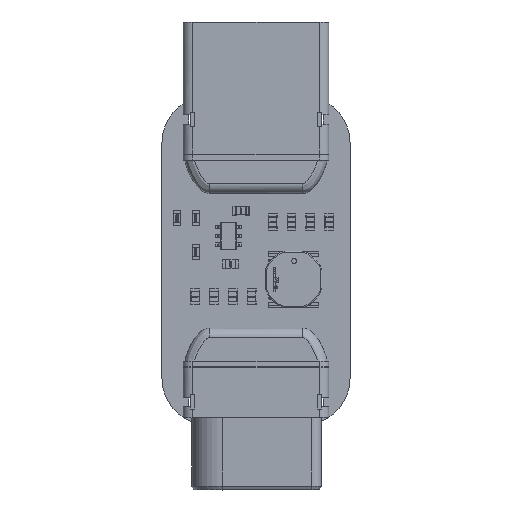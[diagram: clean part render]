
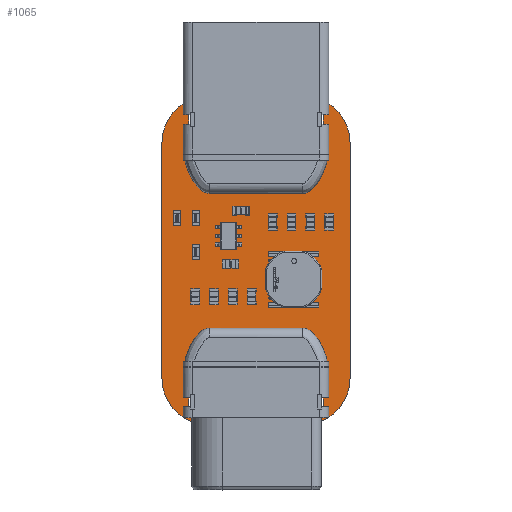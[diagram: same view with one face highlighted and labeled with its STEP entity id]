
A CAD part, top view. The second image highlights one B-rep face of the part: STEP entity #1065.
In plain terms, the highlighted planar face has unit normal (0, 0, 1).
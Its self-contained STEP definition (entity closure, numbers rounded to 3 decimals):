
#120 = VERTEX_POINT('',#121);
#121 = CARTESIAN_POINT('',(30.,30.,1.604));
#127 = EDGE_CURVE('',#120,#128,#130,.T.);
#128 = VERTEX_POINT('',#129);
#129 = CARTESIAN_POINT('',(35.,25.,1.604));
#130 = CIRCLE('',#131,4.998);
#131 = AXIS2_PLACEMENT_3D('',#132,#133,#134);
#132 = CARTESIAN_POINT('',(34.998,29.998,1.604));
#133 = DIRECTION('',(0.,0.,1.));
#134 = DIRECTION('',(-1.,0.,0.));
#160 = EDGE_CURVE('',#128,#161,#163,.T.);
#161 = VERTEX_POINT('',#162);
#162 = CARTESIAN_POINT('',(45.,25.,1.604));
#163 = LINE('',#164,#165);
#164 = CARTESIAN_POINT('',(35.,25.,1.604));
#165 = VECTOR('',#166,1.);
#166 = DIRECTION('',(1.,0.,0.));
#191 = EDGE_CURVE('',#161,#192,#194,.T.);
#192 = VERTEX_POINT('',#193);
#193 = CARTESIAN_POINT('',(50.,30.,1.604));
#194 = CIRCLE('',#195,4.998);
#195 = AXIS2_PLACEMENT_3D('',#196,#197,#198);
#196 = CARTESIAN_POINT('',(45.002,29.998,1.604));
#197 = DIRECTION('',(0.,0.,1.));
#198 = DIRECTION('',(0.,-1.,0.));
#224 = EDGE_CURVE('',#192,#225,#227,.T.);
#225 = VERTEX_POINT('',#226);
#226 = CARTESIAN_POINT('',(50.,55.,1.604));
#227 = LINE('',#228,#229);
#228 = CARTESIAN_POINT('',(50.,30.,1.604));
#229 = VECTOR('',#230,1.);
#230 = DIRECTION('',(0.,1.,0.));
#255 = EDGE_CURVE('',#225,#256,#258,.T.);
#256 = VERTEX_POINT('',#257);
#257 = CARTESIAN_POINT('',(45.,60.,1.604));
#258 = CIRCLE('',#259,4.998);
#259 = AXIS2_PLACEMENT_3D('',#260,#261,#262);
#260 = CARTESIAN_POINT('',(45.002,55.002,1.604));
#261 = DIRECTION('',(0.,0.,1.));
#262 = DIRECTION('',(1.,0.,0.));
#288 = EDGE_CURVE('',#256,#289,#291,.T.);
#289 = VERTEX_POINT('',#290);
#290 = CARTESIAN_POINT('',(35.,60.,1.604));
#291 = LINE('',#292,#293);
#292 = CARTESIAN_POINT('',(45.,60.,1.604));
#293 = VECTOR('',#294,1.);
#294 = DIRECTION('',(-1.,0.,0.));
#319 = EDGE_CURVE('',#289,#320,#322,.T.);
#320 = VERTEX_POINT('',#321);
#321 = CARTESIAN_POINT('',(30.,55.,1.604));
#322 = CIRCLE('',#323,4.998);
#323 = AXIS2_PLACEMENT_3D('',#324,#325,#326);
#324 = CARTESIAN_POINT('',(34.998,55.002,1.604));
#325 = DIRECTION('',(0.,0.,1.));
#326 = DIRECTION('',(0.,1.,-0.));
#352 = EDGE_CURVE('',#320,#120,#353,.T.);
#353 = LINE('',#354,#355);
#354 = CARTESIAN_POINT('',(30.,55.,1.604));
#355 = VECTOR('',#356,1.);
#356 = DIRECTION('',(0.,-1.,0.));
#376 = VERTEX_POINT('',#377);
#377 = CARTESIAN_POINT('',(33.625,28.,1.604));
#383 = EDGE_CURVE('',#376,#384,#386,.T.);
#384 = VERTEX_POINT('',#385);
#385 = CARTESIAN_POINT('',(32.875,28.,1.604));
#386 = CIRCLE('',#387,0.375);
#387 = AXIS2_PLACEMENT_3D('',#388,#389,#390);
#388 = CARTESIAN_POINT('',(33.25,28.,1.604));
#389 = DIRECTION('',(0.,0.,1.));
#390 = DIRECTION('',(1.,0.,-0.));
#418 = VERTEX_POINT('',#419);
#419 = CARTESIAN_POINT('',(33.625,27.,1.604));
#425 = EDGE_CURVE('',#418,#376,#426,.T.);
#426 = LINE('',#427,#428);
#427 = CARTESIAN_POINT('',(33.625,27.,1.604));
#428 = VECTOR('',#429,1.);
#429 = DIRECTION('',(0.,1.,0.));
#449 = VERTEX_POINT('',#450);
#450 = CARTESIAN_POINT('',(32.875,27.,1.604));
#456 = EDGE_CURVE('',#449,#418,#457,.T.);
#457 = CIRCLE('',#458,0.375);
#458 = AXIS2_PLACEMENT_3D('',#459,#460,#461);
#459 = CARTESIAN_POINT('',(33.25,27.,1.604));
#460 = DIRECTION('',(0.,0.,1.));
#461 = DIRECTION('',(-1.,0.,-0.));
#480 = EDGE_CURVE('',#384,#449,#481,.T.);
#481 = LINE('',#482,#483);
#482 = CARTESIAN_POINT('',(32.875,28.,1.604));
#483 = VECTOR('',#484,1.);
#484 = DIRECTION('',(0.,-1.,0.));
#504 = VERTEX_POINT('',#505);
#505 = CARTESIAN_POINT('',(37.75,33.5,1.604));
#511 = EDGE_CURVE('',#504,#504,#512,.T.);
#512 = CIRCLE('',#513,1.35);
#513 = AXIS2_PLACEMENT_3D('',#514,#515,#516);
#514 = CARTESIAN_POINT('',(36.4,33.5,1.604));
#515 = DIRECTION('',(0.,0.,1.));
#516 = DIRECTION('',(1.,0.,-0.));
#537 = VERTEX_POINT('',#538);
#538 = CARTESIAN_POINT('',(32.875,57.,1.604));
#544 = EDGE_CURVE('',#537,#545,#547,.T.);
#545 = VERTEX_POINT('',#546);
#546 = CARTESIAN_POINT('',(33.625,57.,1.604));
#547 = CIRCLE('',#548,0.375);
#548 = AXIS2_PLACEMENT_3D('',#549,#550,#551);
#549 = CARTESIAN_POINT('',(33.25,57.,1.604));
#550 = DIRECTION('',(0.,0.,1.));
#551 = DIRECTION('',(-1.,0.,-0.));
#579 = VERTEX_POINT('',#580);
#580 = CARTESIAN_POINT('',(32.875,58.,1.604));
#586 = EDGE_CURVE('',#579,#537,#587,.T.);
#587 = LINE('',#588,#589);
#588 = CARTESIAN_POINT('',(32.875,58.,1.604));
#589 = VECTOR('',#590,1.);
#590 = DIRECTION('',(0.,-1.,0.));
#610 = VERTEX_POINT('',#611);
#611 = CARTESIAN_POINT('',(33.625,58.,1.604));
#617 = EDGE_CURVE('',#610,#579,#618,.T.);
#618 = CIRCLE('',#619,0.375);
#619 = AXIS2_PLACEMENT_3D('',#620,#621,#622);
#620 = CARTESIAN_POINT('',(33.25,58.,1.604));
#621 = DIRECTION('',(0.,0.,1.));
#622 = DIRECTION('',(1.,0.,-0.));
#641 = EDGE_CURVE('',#545,#610,#642,.T.);
#642 = LINE('',#643,#644);
#643 = CARTESIAN_POINT('',(33.625,57.,1.604));
#644 = VECTOR('',#645,1.);
#645 = DIRECTION('',(0.,1.,0.));
#665 = VERTEX_POINT('',#666);
#666 = CARTESIAN_POINT('',(37.75,51.5,1.604));
#672 = EDGE_CURVE('',#665,#665,#673,.T.);
#673 = CIRCLE('',#674,1.35);
#674 = AXIS2_PLACEMENT_3D('',#675,#676,#677);
#675 = CARTESIAN_POINT('',(36.4,51.5,1.604));
#676 = DIRECTION('',(0.,0.,1.));
#677 = DIRECTION('',(1.,0.,-0.));
#698 = VERTEX_POINT('',#699);
#699 = CARTESIAN_POINT('',(44.95,33.5,1.604));
#705 = EDGE_CURVE('',#698,#698,#706,.T.);
#706 = CIRCLE('',#707,1.35);
#707 = AXIS2_PLACEMENT_3D('',#708,#709,#710);
#708 = CARTESIAN_POINT('',(43.6,33.5,1.604));
#709 = DIRECTION('',(0.,0.,1.));
#710 = DIRECTION('',(1.,0.,-0.));
#731 = VERTEX_POINT('',#732);
#732 = CARTESIAN_POINT('',(47.125,28.,1.604));
#738 = EDGE_CURVE('',#731,#739,#741,.T.);
#739 = VERTEX_POINT('',#740);
#740 = CARTESIAN_POINT('',(46.375,28.,1.604));
#741 = CIRCLE('',#742,0.375);
#742 = AXIS2_PLACEMENT_3D('',#743,#744,#745);
#743 = CARTESIAN_POINT('',(46.75,28.,1.604));
#744 = DIRECTION('',(0.,0.,1.));
#745 = DIRECTION('',(1.,0.,-0.));
#773 = VERTEX_POINT('',#774);
#774 = CARTESIAN_POINT('',(47.125,27.,1.604));
#780 = EDGE_CURVE('',#773,#731,#781,.T.);
#781 = LINE('',#782,#783);
#782 = CARTESIAN_POINT('',(47.125,27.,1.604));
#783 = VECTOR('',#784,1.);
#784 = DIRECTION('',(0.,1.,0.));
#804 = VERTEX_POINT('',#805);
#805 = CARTESIAN_POINT('',(46.375,27.,1.604));
#811 = EDGE_CURVE('',#804,#773,#812,.T.);
#812 = CIRCLE('',#813,0.375);
#813 = AXIS2_PLACEMENT_3D('',#814,#815,#816);
#814 = CARTESIAN_POINT('',(46.75,27.,1.604));
#815 = DIRECTION('',(0.,0.,1.));
#816 = DIRECTION('',(-1.,0.,-0.));
#835 = EDGE_CURVE('',#739,#804,#836,.T.);
#836 = LINE('',#837,#838);
#837 = CARTESIAN_POINT('',(46.375,28.,1.604));
#838 = VECTOR('',#839,1.);
#839 = DIRECTION('',(0.,-1.,0.));
#859 = VERTEX_POINT('',#860);
#860 = CARTESIAN_POINT('',(44.95,51.5,1.604));
#866 = EDGE_CURVE('',#859,#859,#867,.T.);
#867 = CIRCLE('',#868,1.35);
#868 = AXIS2_PLACEMENT_3D('',#869,#870,#871);
#869 = CARTESIAN_POINT('',(43.6,51.5,1.604));
#870 = DIRECTION('',(0.,0.,1.));
#871 = DIRECTION('',(1.,0.,-0.));
#892 = VERTEX_POINT('',#893);
#893 = CARTESIAN_POINT('',(46.375,57.,1.604));
#899 = EDGE_CURVE('',#892,#900,#902,.T.);
#900 = VERTEX_POINT('',#901);
#901 = CARTESIAN_POINT('',(47.125,57.,1.604));
#902 = CIRCLE('',#903,0.375);
#903 = AXIS2_PLACEMENT_3D('',#904,#905,#906);
#904 = CARTESIAN_POINT('',(46.75,57.,1.604));
#905 = DIRECTION('',(0.,0.,1.));
#906 = DIRECTION('',(-1.,0.,-0.));
#934 = VERTEX_POINT('',#935);
#935 = CARTESIAN_POINT('',(46.375,58.,1.604));
#941 = EDGE_CURVE('',#934,#892,#942,.T.);
#942 = LINE('',#943,#944);
#943 = CARTESIAN_POINT('',(46.375,58.,1.604));
#944 = VECTOR('',#945,1.);
#945 = DIRECTION('',(0.,-1.,0.));
#965 = VERTEX_POINT('',#966);
#966 = CARTESIAN_POINT('',(47.125,58.,1.604));
#972 = EDGE_CURVE('',#965,#934,#973,.T.);
#973 = CIRCLE('',#974,0.375);
#974 = AXIS2_PLACEMENT_3D('',#975,#976,#977);
#975 = CARTESIAN_POINT('',(46.75,58.,1.604));
#976 = DIRECTION('',(0.,0.,1.));
#977 = DIRECTION('',(1.,0.,-0.));
#996 = EDGE_CURVE('',#900,#965,#997,.T.);
#997 = LINE('',#998,#999);
#998 = CARTESIAN_POINT('',(47.125,57.,1.604));
#999 = VECTOR('',#1000,1.);
#1000 = DIRECTION('',(0.,1.,0.));
#1065 = ADVANCED_FACE('',(#1066,#1076,#1082,#1085,#1091,#1094,#1097,
    #1103,#1106),#1112,.T.);
#1066 = FACE_BOUND('',#1067,.T.);
#1067 = EDGE_LOOP('',(#1068,#1069,#1070,#1071,#1072,#1073,#1074,#1075));
#1068 = ORIENTED_EDGE('',*,*,#127,.T.);
#1069 = ORIENTED_EDGE('',*,*,#160,.T.);
#1070 = ORIENTED_EDGE('',*,*,#191,.T.);
#1071 = ORIENTED_EDGE('',*,*,#224,.T.);
#1072 = ORIENTED_EDGE('',*,*,#255,.T.);
#1073 = ORIENTED_EDGE('',*,*,#288,.T.);
#1074 = ORIENTED_EDGE('',*,*,#319,.T.);
#1075 = ORIENTED_EDGE('',*,*,#352,.T.);
#1076 = FACE_BOUND('',#1077,.T.);
#1077 = EDGE_LOOP('',(#1078,#1079,#1080,#1081));
#1078 = ORIENTED_EDGE('',*,*,#383,.F.);
#1079 = ORIENTED_EDGE('',*,*,#425,.F.);
#1080 = ORIENTED_EDGE('',*,*,#456,.F.);
#1081 = ORIENTED_EDGE('',*,*,#480,.F.);
#1082 = FACE_BOUND('',#1083,.T.);
#1083 = EDGE_LOOP('',(#1084));
#1084 = ORIENTED_EDGE('',*,*,#511,.F.);
#1085 = FACE_BOUND('',#1086,.T.);
#1086 = EDGE_LOOP('',(#1087,#1088,#1089,#1090));
#1087 = ORIENTED_EDGE('',*,*,#544,.F.);
#1088 = ORIENTED_EDGE('',*,*,#586,.F.);
#1089 = ORIENTED_EDGE('',*,*,#617,.F.);
#1090 = ORIENTED_EDGE('',*,*,#641,.F.);
#1091 = FACE_BOUND('',#1092,.T.);
#1092 = EDGE_LOOP('',(#1093));
#1093 = ORIENTED_EDGE('',*,*,#672,.F.);
#1094 = FACE_BOUND('',#1095,.T.);
#1095 = EDGE_LOOP('',(#1096));
#1096 = ORIENTED_EDGE('',*,*,#705,.F.);
#1097 = FACE_BOUND('',#1098,.T.);
#1098 = EDGE_LOOP('',(#1099,#1100,#1101,#1102));
#1099 = ORIENTED_EDGE('',*,*,#738,.F.);
#1100 = ORIENTED_EDGE('',*,*,#780,.F.);
#1101 = ORIENTED_EDGE('',*,*,#811,.F.);
#1102 = ORIENTED_EDGE('',*,*,#835,.F.);
#1103 = FACE_BOUND('',#1104,.T.);
#1104 = EDGE_LOOP('',(#1105));
#1105 = ORIENTED_EDGE('',*,*,#866,.F.);
#1106 = FACE_BOUND('',#1107,.T.);
#1107 = EDGE_LOOP('',(#1108,#1109,#1110,#1111));
#1108 = ORIENTED_EDGE('',*,*,#899,.F.);
#1109 = ORIENTED_EDGE('',*,*,#941,.F.);
#1110 = ORIENTED_EDGE('',*,*,#972,.F.);
#1111 = ORIENTED_EDGE('',*,*,#996,.F.);
#1112 = PLANE('',#1113);
#1113 = AXIS2_PLACEMENT_3D('',#1114,#1115,#1116);
#1114 = CARTESIAN_POINT('',(40.,42.5,1.604));
#1115 = DIRECTION('',(0.,0.,1.));
#1116 = DIRECTION('',(1.,0.,-0.));
